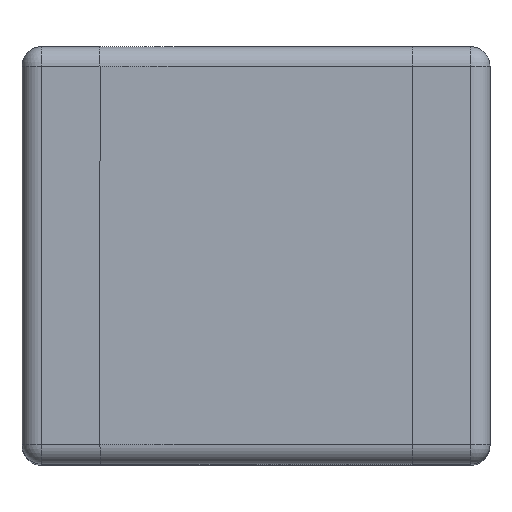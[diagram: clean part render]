
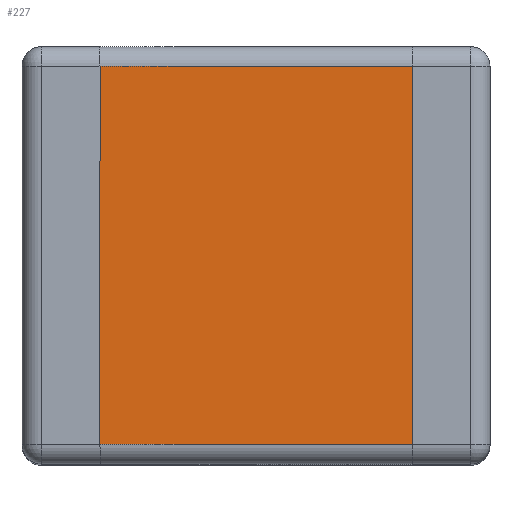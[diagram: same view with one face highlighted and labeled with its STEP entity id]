
A CAD part, top view. The second image highlights one B-rep face of the part: STEP entity #227.
In plain terms, the highlighted planar face has unit normal (0, 0, 1).
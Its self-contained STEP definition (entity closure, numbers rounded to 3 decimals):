
#80 = VERTEX_POINT ( 'NONE', #649 ) ;
#110 = EDGE_CURVE ( 'NONE', #127, #111, #773, .T. ) ;
#111 = VERTEX_POINT ( 'NONE', #769 ) ;
#127 = VERTEX_POINT ( 'NONE', #780 ) ;
#175 = EDGE_CURVE ( 'NONE', #176, #80, #975, .T. ) ;
#176 = VERTEX_POINT ( 'NONE', #971 ) ;
#227 = ADVANCED_FACE ( 'NONE', ( #1130 ), #1178, .F. ) ;
#228 = EDGE_LOOP ( 'NONE', ( #229, #231, #232, #288 ) ) ;
#229 = ORIENTED_EDGE ( 'NONE', *, *, #230, .T. ) ;
#230 = EDGE_CURVE ( 'NONE', #80, #127, #1173, .T. ) ;
#231 = ORIENTED_EDGE ( 'NONE', *, *, #110, .T. ) ;
#232 = ORIENTED_EDGE ( 'NONE', *, *, #233, .T. ) ;
#233 = EDGE_CURVE ( 'NONE', #111, #176, #1169, .T. ) ;
#288 = ORIENTED_EDGE ( 'NONE', *, *, #175, .T. ) ;
#649 = CARTESIAN_POINT ( 'NONE',  ( 0.4, 1.02, 1. ) ) ;
#769 = CARTESIAN_POINT ( 'NONE',  ( -0.4, 0.05, 1. ) ) ;
#770 = DIRECTION ( 'NONE',  ( 0., -1., 0. ) ) ;
#771 = VECTOR ( 'NONE', #770, 1000. ) ;
#772 = CARTESIAN_POINT ( 'NONE',  ( -0.4, 1.07, 1. ) ) ;
#773 = LINE ( 'NONE', #772, #771 ) ;
#780 = CARTESIAN_POINT ( 'NONE',  ( -0.4, 1.02, 1. ) ) ;
#971 = CARTESIAN_POINT ( 'NONE',  ( 0.4, 0.05, 1. ) ) ;
#972 = DIRECTION ( 'NONE',  ( 0., 1., 0. ) ) ;
#973 = VECTOR ( 'NONE', #972, 1000. ) ;
#974 = CARTESIAN_POINT ( 'NONE',  ( 0.4, 1.07, 1. ) ) ;
#975 = LINE ( 'NONE', #974, #973 ) ;
#1130 = FACE_OUTER_BOUND ( 'NONE', #228, .T. ) ;
#1166 = DIRECTION ( 'NONE',  ( 1., 0., 0. ) ) ;
#1167 = VECTOR ( 'NONE', #1166, 1000. ) ;
#1168 = CARTESIAN_POINT ( 'NONE',  ( 0.6, 0.05, 1. ) ) ;
#1169 = LINE ( 'NONE', #1168, #1167 ) ;
#1170 = DIRECTION ( 'NONE',  ( -1., 0., 0. ) ) ;
#1171 = VECTOR ( 'NONE', #1170, 1000. ) ;
#1172 = CARTESIAN_POINT ( 'NONE',  ( -0.6, 1.02, 1. ) ) ;
#1173 = LINE ( 'NONE', #1172, #1171 ) ;
#1174 = DIRECTION ( 'NONE',  ( -1., 0., 0. ) ) ;
#1175 = DIRECTION ( 'NONE',  ( 0., 0., -1. ) ) ;
#1176 = CARTESIAN_POINT ( 'NONE',  ( -0.6, 1.07, 1. ) ) ;
#1177 = AXIS2_PLACEMENT_3D ( 'NONE', #1176, #1175, #1174 ) ;
#1178 = PLANE ( 'NONE',  #1177 ) ;
